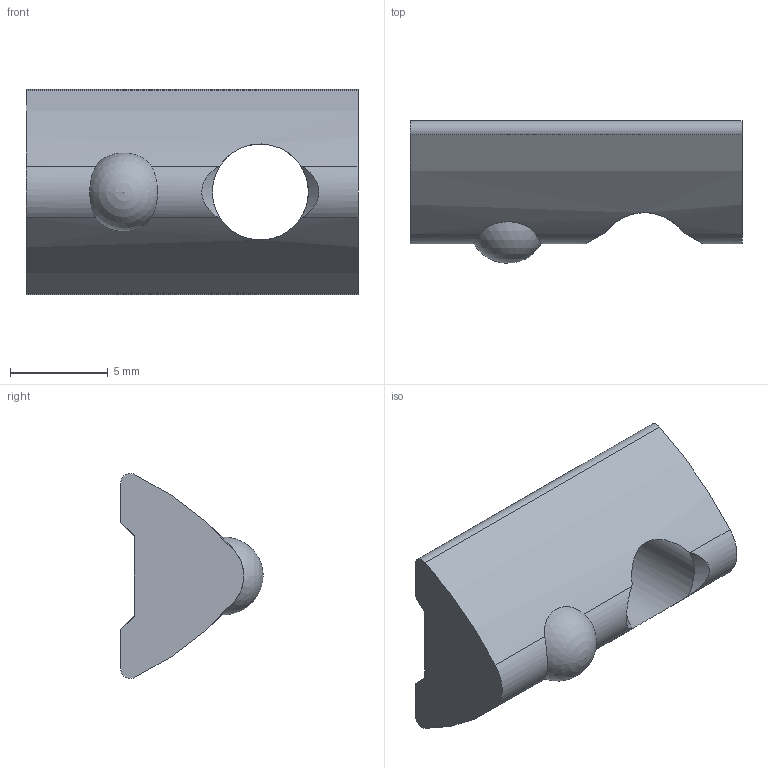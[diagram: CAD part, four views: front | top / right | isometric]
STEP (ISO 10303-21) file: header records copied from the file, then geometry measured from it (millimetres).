
FILE_DESCRIPTION( ( 'STEP AP214' ), '1' );
FILE_NAME( 'K1023.0606.stp', '2020-12-10T09:13:28', ( '' ), ( '' ), ' ', 'PARTsolutions', ' ' );
FILE_SCHEMA( ( 'AUTOMOTIVE_DESIGN { 1 0 10303 214 1 1 1 1 }' ) );
Length unit declared in the file: millimetre
Products named in the file (1): _K1023.0606
Bounding box: 17 x 7.3 x 10.5 mm (x, y, z)
Volume: 603.5 mm3; surface area: 593.1 mm2
Topology: 1 solids, 1 shells, 23 faces, 71 edges, 47 vertices
Faces by surface type: plane 10, cylinder 8, cone 4, sphere 1
Full cylindrical faces by diameter (mm): 4.917 x1
Entity records: 1096 total; most frequent: CARTESIAN_POINT 293, ORIENTED_EDGE 132, DIRECTION 120, EDGE_CURVE 66, AXIS2_PLACEMENT_3D 46, VERTEX_POINT 45, LINE 28, VECTOR 28
